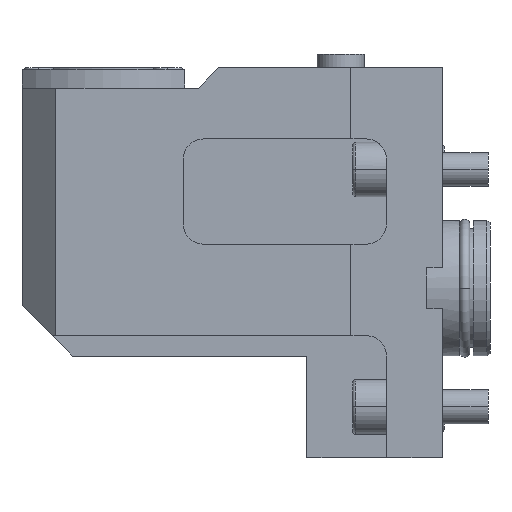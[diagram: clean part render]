
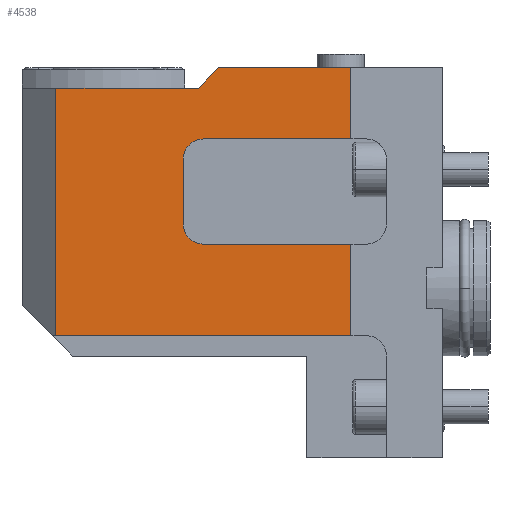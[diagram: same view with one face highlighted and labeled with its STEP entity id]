
A CAD part, front view. The second image highlights one B-rep face of the part: STEP entity #4538.
In plain terms, the highlighted planar face has unit normal (0, -1, 0).
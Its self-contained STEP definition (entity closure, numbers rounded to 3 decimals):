
#1114=DIRECTION('',(0.,0.,1.));
#1115=VECTOR('',#1114,73.);
#1116=CARTESIAN_POINT('',(-114.,-34.5,-14.));
#1117=LINE('',#1116,#1115);
#1118=DIRECTION('',(-1.,0.,0.));
#1119=VECTOR('',#1118,42.);
#1120=CARTESIAN_POINT('',(-72.,-34.5,59.));
#1121=LINE('',#1120,#1119);
#1122=DIRECTION('',(-0.707,0.,-0.707));
#1123=VECTOR('',#1122,8.485);
#1124=CARTESIAN_POINT('',(-66.,-34.5,65.));
#1125=LINE('',#1124,#1123);
#1126=DIRECTION('',(0.,0.,-1.));
#1127=VECTOR('',#1126,21.);
#1128=CARTESIAN_POINT('',(-27.,-34.5,65.));
#1129=LINE('',#1128,#1127);
#1130=DIRECTION('',(-1.,0.,0.));
#1131=VECTOR('',#1130,43.5);
#1132=CARTESIAN_POINT('',(-27.,-34.5,44.));
#1133=LINE('',#1132,#1131);
#1134=DIRECTION('',(0.,0.,-1.));
#1135=VECTOR('',#1134,19.);
#1136=CARTESIAN_POINT('',(-76.5,-34.5,38.));
#1137=LINE('',#1136,#1135);
#1138=DIRECTION('',(-1.,0.,0.));
#1139=VECTOR('',#1138,43.5);
#1140=CARTESIAN_POINT('',(-27.,-34.5,13.));
#1141=LINE('',#1140,#1139);
#1142=DIRECTION('',(0.,0.,-1.));
#1143=VECTOR('',#1142,27.);
#1144=CARTESIAN_POINT('',(-27.,-34.5,13.));
#1145=LINE('',#1144,#1143);
#1146=DIRECTION('',(-1.,0.,0.));
#1147=VECTOR('',#1146,87.);
#1148=CARTESIAN_POINT('',(-27.,-34.5,-14.));
#1149=LINE('',#1148,#1147);
#1337=CARTESIAN_POINT('',(-70.5,-34.5,19.));
#1338=DIRECTION('',(0.,1.,0.));
#1339=DIRECTION('',(0.,0.,-1.));
#1340=AXIS2_PLACEMENT_3D('',#1337,#1338,#1339);
#1363=CARTESIAN_POINT('',(-70.5,-34.5,38.));
#1364=DIRECTION('',(0.,1.,0.));
#1365=DIRECTION('',(-1.,0.,0.));
#1366=AXIS2_PLACEMENT_3D('',#1363,#1364,#1365);
#1400=DIRECTION('',(1.,0.,0.));
#1401=VECTOR('',#1400,39.);
#1402=CARTESIAN_POINT('',(-66.,-34.5,65.));
#1403=LINE('',#1402,#1401);
#2566=CARTESIAN_POINT('',(-27.,-34.5,65.));
#2568=VERTEX_POINT('',#2566);
#2629=CARTESIAN_POINT('',(-70.5,-34.5,13.));
#2630=VERTEX_POINT('',#2629);
#2631=CARTESIAN_POINT('',(-76.5,-34.5,19.));
#2632=VERTEX_POINT('',#2631);
#2637=CARTESIAN_POINT('',(-76.5,-34.5,38.));
#2638=VERTEX_POINT('',#2637);
#2639=CARTESIAN_POINT('',(-70.5,-34.5,44.));
#2640=VERTEX_POINT('',#2639);
#2649=CARTESIAN_POINT('',(-27.,-34.5,44.));
#2650=VERTEX_POINT('',#2649);
#2651=CARTESIAN_POINT('',(-27.,-34.5,13.));
#2652=VERTEX_POINT('',#2651);
#2738=CARTESIAN_POINT('',(-114.,-34.5,59.));
#2740=VERTEX_POINT('',#2738);
#2741=CARTESIAN_POINT('',(-114.,-34.5,-14.));
#2742=VERTEX_POINT('',#2741);
#2747=CARTESIAN_POINT('',(-27.,-34.5,-14.));
#2748=VERTEX_POINT('',#2747);
#2749=CARTESIAN_POINT('',(-66.,-34.5,65.));
#2750=CARTESIAN_POINT('',(-72.,-34.5,59.));
#2751=VERTEX_POINT('',#2749);
#2752=VERTEX_POINT('',#2750);
#4509=CARTESIAN_POINT('',(-27.,-34.5,65.));
#4510=DIRECTION('',(0.,1.,0.));
#4511=DIRECTION('',(-1.,0.,0.));
#4512=AXIS2_PLACEMENT_3D('',#4509,#4510,#4511);
#4513=PLANE('',#4512);
#4515=ORIENTED_EDGE('',*,*,#4514,.T.);
#4516=ORIENTED_EDGE('',*,*,#3656,.F.);
#4517=ORIENTED_EDGE('',*,*,#4500,.F.);
#4519=ORIENTED_EDGE('',*,*,#4518,.T.);
#4521=ORIENTED_EDGE('',*,*,#4520,.T.);
#4523=ORIENTED_EDGE('',*,*,#4522,.T.);
#4525=ORIENTED_EDGE('',*,*,#4524,.F.);
#4527=ORIENTED_EDGE('',*,*,#4526,.T.);
#4529=ORIENTED_EDGE('',*,*,#4528,.F.);
#4531=ORIENTED_EDGE('',*,*,#4530,.F.);
#4533=ORIENTED_EDGE('',*,*,#4532,.T.);
#4535=ORIENTED_EDGE('',*,*,#4534,.T.);
#4536=EDGE_LOOP('',(#4515,#4516,#4517,#4519,#4521,#4523,#4525,#4527,#4529,#4531,
#4533,#4535));
#4537=FACE_OUTER_BOUND('',#4536,.F.);
#4538=ADVANCED_FACE('',(#4537),#4513,.F.);
#1341=CIRCLE('',#1340,6.);
#1367=CIRCLE('',#1366,6.);
#3656=EDGE_CURVE('',#2752,#2740,#1121,.T.);
#4500=EDGE_CURVE('',#2751,#2752,#1125,.T.);
#4514=EDGE_CURVE('',#2742,#2740,#1117,.T.);
#4518=EDGE_CURVE('',#2751,#2568,#1403,.T.);
#4520=EDGE_CURVE('',#2568,#2650,#1129,.T.);
#4522=EDGE_CURVE('',#2650,#2640,#1133,.T.);
#4524=EDGE_CURVE('',#2638,#2640,#1367,.T.);
#4526=EDGE_CURVE('',#2638,#2632,#1137,.T.);
#4528=EDGE_CURVE('',#2630,#2632,#1341,.T.);
#4530=EDGE_CURVE('',#2652,#2630,#1141,.T.);
#4532=EDGE_CURVE('',#2652,#2748,#1145,.T.);
#4534=EDGE_CURVE('',#2748,#2742,#1149,.T.);
